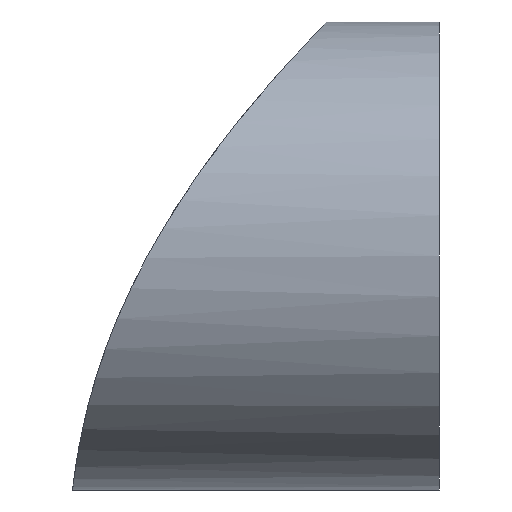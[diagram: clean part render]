
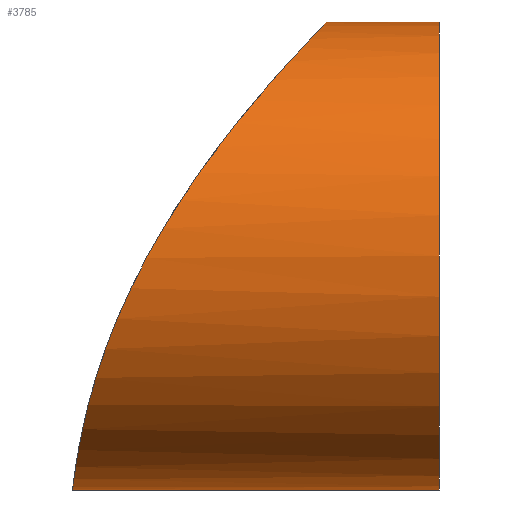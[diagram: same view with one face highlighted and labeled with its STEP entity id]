
A CAD part, left-side view. The second image highlights one B-rep face of the part: STEP entity #3785.
In plain terms, the highlighted cylindrical face has radius 8 mm (diameter 16 mm), a partial arc.
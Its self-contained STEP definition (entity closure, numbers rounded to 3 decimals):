
#338 = CARTESIAN_POINT ( 'NONE',  ( -2.787, 12.485, -7.52 ) ) ;
#1299 = CARTESIAN_POINT ( 'NONE',  ( 0., 15., 0. ) ) ;
#1388 = CARTESIAN_POINT ( 'NONE',  ( -7.702, 8.668, 2.175 ) ) ;
#1633 = CARTESIAN_POINT ( 'NONE',  ( 0., 12.544, -8. ) ) ;
#1642 = FACE_OUTER_BOUND ( 'NONE', #5825, .T. ) ;
#1650 = DIRECTION ( 'NONE',  ( 0., -1., 0. ) ) ;
#1696 = CARTESIAN_POINT ( 'NONE',  ( -6.872, 7.262, 4.122 ) ) ;
#2157 = AXIS2_PLACEMENT_3D ( 'NONE', #1299, #2343, #10087 ) ;
#2327 = B_SPLINE_CURVE_WITH_KNOTS ( 'NONE', 3,
 ( #4822, #4664, #9298, #6047, #7191, #10574, #8371, #11616, #3784, #12644, #10476, #9393, #3832, #6145, #8274, #1696, #13844, #8946, #5673, #13490, #1388, #6792, #8994, #4642, #6683, #2387, #10119, #12375, #5776, #6889, #3814, #9193, #13684, #4699, #8118, #2640, #3716, #6939, #11468, #338, #11508, #5887, #4856, #1633 ),
 .UNSPECIFIED., .F., .F.,
 ( 4, 2, 2, 2, 2, 2, 2, 2, 2, 2, 2, 2, 2, 2, 2, 2, 2, 2, 2, 2, 2, 4 ),
 ( 0.027, 0.028, 0.029, 0.03, 0.03, 0.032, 0.034, 0.035, 0.037, 0.038, 0.039, 0.041, 0.041, 0.042, 0.044, 0.045, 0.046, 0.047, 0.049, 0.051, 0.052, 0.054 ),
 .UNSPECIFIED. ) ;
#2343 = DIRECTION ( 'NONE',  ( 0., -1., 0. ) ) ;
#2349 = VERTEX_POINT ( 'NONE', #8091 ) ;
#2387 = CARTESIAN_POINT ( 'NONE',  ( -7.99, 10.232, -0.466 ) ) ;
#2442 = LINE ( 'NONE', #12736, #12284 ) ;
#2640 = CARTESIAN_POINT ( 'NONE',  ( -5.621, 12.165, -5.72 ) ) ;
#3575 = ORIENTED_EDGE ( 'NONE', *, *, #10992, .T. ) ;
#3716 = CARTESIAN_POINT ( 'NONE',  ( -5.21, 12.244, -6.097 ) ) ;
#3784 = CARTESIAN_POINT ( 'NONE',  ( -2.984, 4.406, 7.427 ) ) ;
#3785 = ADVANCED_FACE ( 'NONE', ( #1642 ), #6456, .T. ) ;
#3814 = CARTESIAN_POINT ( 'NONE',  ( -7.425, 11.351, -2.99 ) ) ;
#3832 = CARTESIAN_POINT ( 'NONE',  ( -5.359, 5.744, 5.959 ) ) ;
#4015 = VERTEX_POINT ( 'NONE', #14089 ) ;
#4642 = CARTESIAN_POINT ( 'NONE',  ( -7.999, 9.829, 0.283 ) ) ;
#4664 = CARTESIAN_POINT ( 'NONE',  ( -0.283, 3.856, 8. ) ) ;
#4699 = CARTESIAN_POINT ( 'NONE',  ( -6.684, 11.833, -4.43 ) ) ;
#4822 = CARTESIAN_POINT ( 'NONE',  ( 0., 3.856, 8. ) ) ;
#4856 = CARTESIAN_POINT ( 'NONE',  ( -0.57, 12.544, -8. ) ) ;
#4857 = VECTOR ( 'NONE', #1650, 1000. ) ;
#5673 = CARTESIAN_POINT ( 'NONE',  ( -7.479, 8.204, 2.849 ) ) ;
#5776 = CARTESIAN_POINT ( 'NONE',  ( -7.769, 10.953, -1.982 ) ) ;
#5825 = EDGE_LOOP ( 'NONE', ( #10206, #13477, #9691, #3575 ) ) ;
#5887 = CARTESIAN_POINT ( 'NONE',  ( -1.139, 12.537, -7.939 ) ) ;
#6047 = CARTESIAN_POINT ( 'NONE',  ( -1.13, 3.929, 7.925 ) ) ;
#6145 = CARTESIAN_POINT ( 'NONE',  ( -6.036, 6.332, 5.273 ) ) ;
#6220 = EDGE_CURVE ( 'NONE', #6511, #4015, #2327, .T. ) ;
#6456 = CYLINDRICAL_SURFACE ( 'NONE', #2157, 8. ) ;
#6511 = VERTEX_POINT ( 'NONE', #10413 ) ;
#6683 = CARTESIAN_POINT ( 'NONE',  ( -8.004, 9.966, 0.036 ) ) ;
#6792 = CARTESIAN_POINT ( 'NONE',  ( -7.875, 9.119, 1.485 ) ) ;
#6889 = CARTESIAN_POINT ( 'NONE',  ( -7.522, 11.255, -2.737 ) ) ;
#6939 = CARTESIAN_POINT ( 'NONE',  ( -4.309, 12.37, -6.764 ) ) ;
#7042 = DIRECTION ( 'NONE',  ( 0., 0., 1. ) ) ;
#7083 = AXIS2_PLACEMENT_3D ( 'NONE', #13646, #9291, #7042 ) ;
#7191 = CARTESIAN_POINT ( 'NONE',  ( -1.405, 3.972, 7.88 ) ) ;
#7194 = DIRECTION ( 'NONE',  ( 0., -1., 0. ) ) ;
#8091 = CARTESIAN_POINT ( 'NONE',  ( 0., 0., -8. ) ) ;
#8118 = CARTESIAN_POINT ( 'NONE',  ( -6.365, 11.957, -4.878 ) ) ;
#8274 = CARTESIAN_POINT ( 'NONE',  ( -6.341, 6.641, 4.901 ) ) ;
#8371 = CARTESIAN_POINT ( 'NONE',  ( -2.215, 4.154, 7.692 ) ) ;
#8832 = EDGE_CURVE ( 'NONE', #6511, #11860, #10720, .T. ) ;
#8919 = EDGE_CURVE ( 'NONE', #4015, #2349, #2442, .T. ) ;
#8946 = CARTESIAN_POINT ( 'NONE',  ( -7.391, 8.046, 3.07 ) ) ;
#8994 = CARTESIAN_POINT ( 'NONE',  ( -7.951, 9.411, 1.013 ) ) ;
#9193 = CARTESIAN_POINT ( 'NONE',  ( -7.207, 11.527, -3.482 ) ) ;
#9291 = DIRECTION ( 'NONE',  ( 0., 1., 0. ) ) ;
#9298 = CARTESIAN_POINT ( 'NONE',  ( -0.57, 3.871, 7.985 ) ) ;
#9393 = CARTESIAN_POINT ( 'NONE',  ( -4.987, 5.465, 6.275 ) ) ;
#9691 = ORIENTED_EDGE ( 'NONE', *, *, #8919, .T. ) ;
#9814 = CARTESIAN_POINT ( 'NONE',  ( 0., 0., 8. ) ) ;
#10087 = DIRECTION ( 'NONE',  ( 0., 0., -1. ) ) ;
#10119 = CARTESIAN_POINT ( 'NONE',  ( -7.972, 10.361, -0.72 ) ) ;
#10206 = ORIENTED_EDGE ( 'NONE', *, *, #8832, .F. ) ;
#10290 = CARTESIAN_POINT ( 'NONE',  ( 0., 15., 8. ) ) ;
#10413 = CARTESIAN_POINT ( 'NONE',  ( 0., 3.856, 8. ) ) ;
#10476 = CARTESIAN_POINT ( 'NONE',  ( -4.165, 4.946, 6.849 ) ) ;
#10574 = CARTESIAN_POINT ( 'NONE',  ( -1.947, 4.084, 7.764 ) ) ;
#10720 = LINE ( 'NONE', #10290, #4857 ) ;
#10992 = EDGE_CURVE ( 'NONE', #2349, #11860, #13281, .T. ) ;
#11468 = CARTESIAN_POINT ( 'NONE',  ( -3.814, 12.417, -7.055 ) ) ;
#11508 = CARTESIAN_POINT ( 'NONE',  ( -2.252, 12.508, -7.698 ) ) ;
#11616 = CARTESIAN_POINT ( 'NONE',  ( -2.734, 4.315, 7.523 ) ) ;
#11860 = VERTEX_POINT ( 'NONE', #9814 ) ;
#12284 = VECTOR ( 'NONE', #7194, 1000. ) ;
#12375 = CARTESIAN_POINT ( 'NONE',  ( -7.879, 10.73, -1.478 ) ) ;
#12644 = CARTESIAN_POINT ( 'NONE',  ( -3.71, 4.707, 7.107 ) ) ;
#12736 = CARTESIAN_POINT ( 'NONE',  ( 0., 15., -8. ) ) ;
#13281 = CIRCLE ( 'NONE', #7083, 8. ) ;
#13477 = ORIENTED_EDGE ( 'NONE', *, *, #6220, .T. ) ;
#13490 = CARTESIAN_POINT ( 'NONE',  ( -7.635, 8.515, 2.401 ) ) ;
#13646 = CARTESIAN_POINT ( 'NONE',  ( 0., 0., 0. ) ) ;
#13684 = CARTESIAN_POINT ( 'NONE',  ( -7.086, 11.608, -3.723 ) ) ;
#13844 = CARTESIAN_POINT ( 'NONE',  ( -7.101, 7.576, 3.714 ) ) ;
#14089 = CARTESIAN_POINT ( 'NONE',  ( 0., 12.544, -8. ) ) ;
